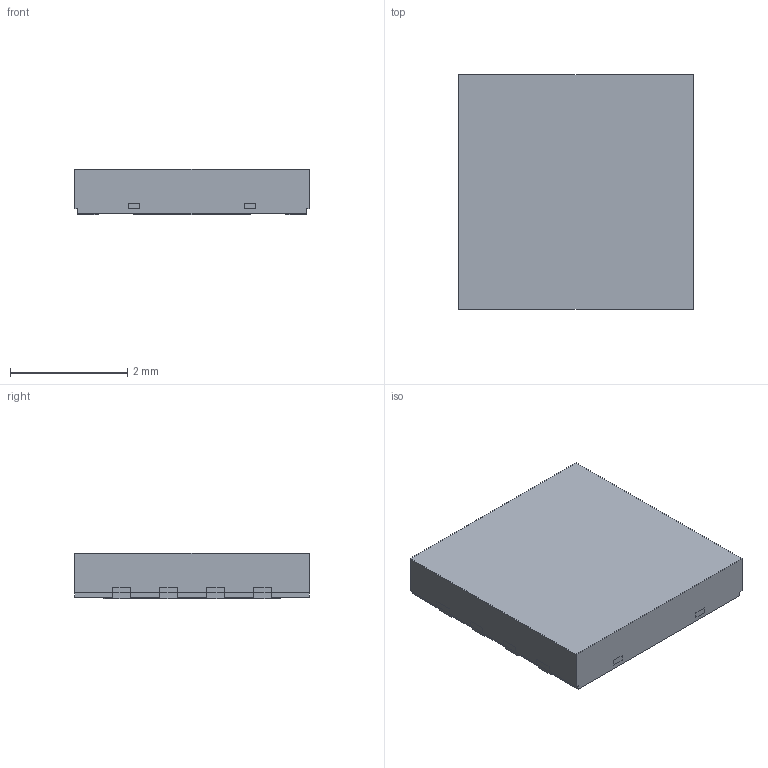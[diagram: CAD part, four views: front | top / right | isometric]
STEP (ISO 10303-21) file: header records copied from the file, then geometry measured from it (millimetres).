
FILE_DESCRIPTION((''),'2;1');
FILE_NAME('NGU0008C_ASM','2017-11-08T14:21:14',('a0412086'),(''),'CREO PARAMETRIC BY PTC INC, 2017260','CREO PARAMETRIC BY PTC INC, 2017260','');
FILE_SCHEMA(('AUTOMOTIVE_DESIGN { 1 0 10303 214 1 1 1 1 }'));
Length unit declared in the file: millimetre
Products named in the file (3): BODY-SON_AF0; FRAME-NGU0008C_AF0; NGU0008C_ASM
Assembly tree (2 placements, depth 2):
  NGU0008C_ASM
    BODY-SON_AF0
    FRAME-NGU0008C_AF0
Bounding box: 4 x 4 x 0.78 mm (x, y, z)
Volume: 12.1 mm3; surface area: 70.9 mm2
Topology: 10 solids, 10 shells, 157 faces, 414 edges, 276 vertices
Faces by surface type: plane 157
Entity records: 6484 total; most frequent: CARTESIAN_POINT 886, ORIENTED_EDGE 828, DIRECTION 777, PRESENTATION_STYLE_ASSIGNMENT 436, STYLED_ITEM 424, VECTOR 414, LINE 414, CURVE_STYLE 414
